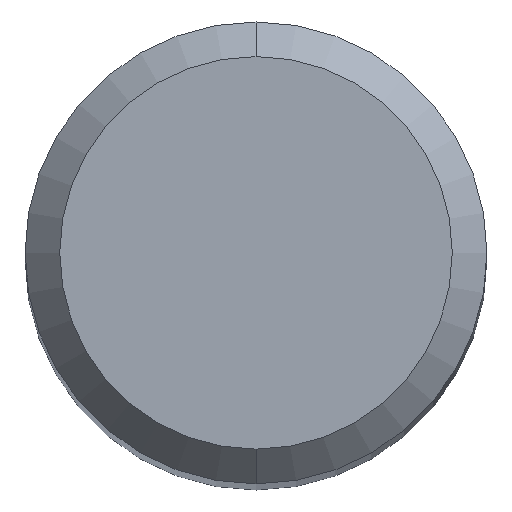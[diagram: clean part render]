
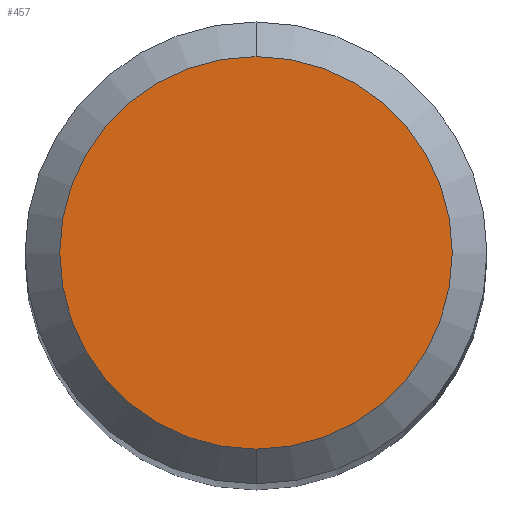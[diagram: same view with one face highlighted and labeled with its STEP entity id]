
A CAD part, top view. The second image highlights one B-rep face of the part: STEP entity #457.
In plain terms, the highlighted planar face has unit normal (0, 0, 1).
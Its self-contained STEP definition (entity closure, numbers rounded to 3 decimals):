
#223=VERTEX_POINT('',#544);
#281=EDGE_CURVE('',#363,#223,#613,.T.);
#363=VERTEX_POINT('',#701);
#457=ADVANCED_FACE('',(#803),#804,.T.);
#469=EDGE_CURVE('',#223,#363,#816,.T.);
#544=CARTESIAN_POINT('',(0.,-1.7,0.0));
#613=CIRCLE('',#1059,1.7);
#701=CARTESIAN_POINT('',(0.0,1.7,0.0));
#803=FACE_OUTER_BOUND('',#1433,.T.);
#804=PLANE('',#1434);
#816=CIRCLE('',#1469,1.7);
#1059=AXIS2_PLACEMENT_3D('',#1637,#1638,#1639);
#1433=EDGE_LOOP('',(#1830,#1831));
#1434=AXIS2_PLACEMENT_3D('',#1832,#1833,#1834);
#1469=AXIS2_PLACEMENT_3D('',#1836,#1837,#1838);
#1637=CARTESIAN_POINT('',(0.0,0.0,0.0));
#1638=DIRECTION('',(0.0,0.0,-1.0));
#1639=DIRECTION('',(0.0,1.0,0.0));
#1830=ORIENTED_EDGE('',*,*,#281,.F.);
#1831=ORIENTED_EDGE('',*,*,#469,.F.);
#1832=CARTESIAN_POINT('',(0.0,0.85,0.0));
#1833=DIRECTION('',(-0.0,0.0,1.0));
#1834=DIRECTION('',(0.0,-1.0,0.0));
#1836=CARTESIAN_POINT('',(0.0,0.0,0.0));
#1837=DIRECTION('',(0.0,0.0,-1.0));
#1838=DIRECTION('',(0.0,1.0,0.0));
